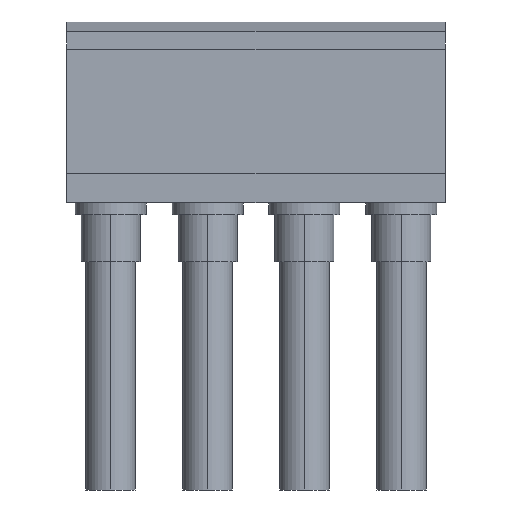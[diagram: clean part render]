
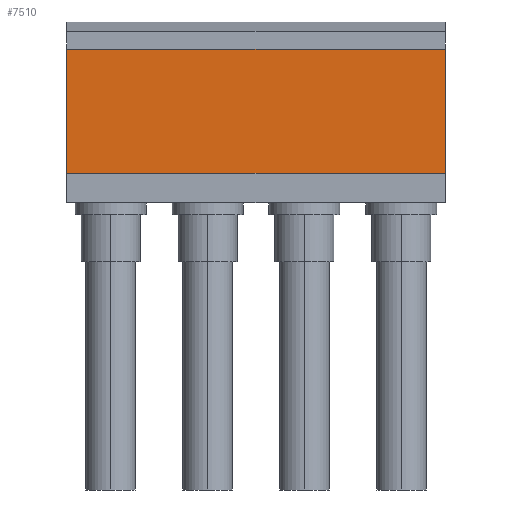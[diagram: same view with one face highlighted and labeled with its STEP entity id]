
A CAD part, front view. The second image highlights one B-rep face of the part: STEP entity #7510.
In plain terms, the highlighted face is planar.
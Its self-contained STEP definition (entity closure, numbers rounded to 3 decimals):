
#850=CARTESIAN_POINT('',(12.485,-2.3,28.3));
#860=VERTEX_POINT('',#850);
#910=CARTESIAN_POINT('',(12.485,-2.3,
-6.9));
#920=DIRECTION('',(0.,0.,1.));
#930=VECTOR('',#920,1.);
#940=LINE('',#910,#930);
#950=CARTESIAN_POINT('',(12.485,-2.3,
-3.7));
#960=VERTEX_POINT('',#950);
#970=EDGE_CURVE('',#960,#860,#940,.T.);
#4540=CARTESIAN_POINT('',(12.485,-12.8,28.3));
#4550=VERTEX_POINT('',#4540);
#4580=CARTESIAN_POINT('',(12.485,0.,28.3));
#4590=DIRECTION('',(0.,1.,0.));
#4600=VECTOR('',#4590,1.);
#4610=LINE('',#4580,#4600);
#4620=EDGE_CURVE('',#4550,#860,#4610,.T.);
#7280=CARTESIAN_POINT('',(12.485,-2.8,24.6));
#7290=DIRECTION('',(-1.,0.,0.));
#7300=DIRECTION('',(0.,-1.,0.));
#7310=AXIS2_PLACEMENT_3D('',#7280,#7290,#7300);
#7320=PLANE('',#7310);
#7330=CARTESIAN_POINT('',(12.485,-12.8,24.6));
#7340=DIRECTION('',(0.,0.,-1.));
#7350=VECTOR('',#7340,1.);
#7360=LINE('',#7330,#7350);
#7370=CARTESIAN_POINT('',(12.485,-12.8,-3.7));
#7380=VERTEX_POINT('',#7370);
#7390=EDGE_CURVE('',#4550,#7380,#7360,.T.);
#7400=ORIENTED_EDGE('',*,*,#7390,.F.);
#7410=CARTESIAN_POINT('',(12.485,0.,
-3.7));
#7420=DIRECTION('',(0.,-1.,0.));
#7430=VECTOR('',#7420,1.);
#7440=LINE('',#7410,#7430);
#7450=EDGE_CURVE('',#960,#7380,#7440,.T.);
#7460=ORIENTED_EDGE('',*,*,#7450,.T.);
#7470=ORIENTED_EDGE('',*,*,#970,.F.);
#7480=ORIENTED_EDGE('',*,*,#4620,.T.);
#7490=EDGE_LOOP('',(#7480,#7470,#7460,#7400));
#7500=FACE_OUTER_BOUND('',#7490,.T.);
#7510=ADVANCED_FACE('',(#7500),#7320,.T.);
